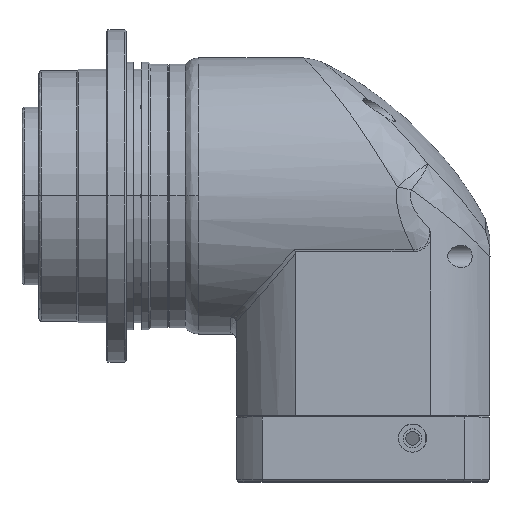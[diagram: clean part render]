
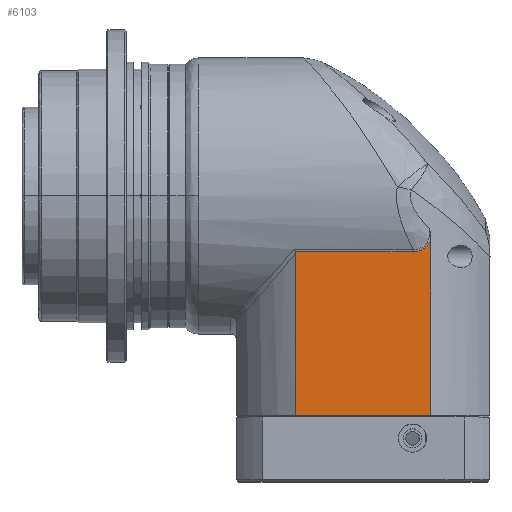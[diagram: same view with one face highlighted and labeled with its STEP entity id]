
A CAD part, top view. The second image highlights one B-rep face of the part: STEP entity #6103.
In plain terms, the highlighted planar face has unit normal (0, 0, 1).
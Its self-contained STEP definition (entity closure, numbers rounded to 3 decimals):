
#141 = CARTESIAN_POINT ( 'NONE',  ( 57.05, -123., 90. ) ) ;
#507 = PLANE ( 'NONE',  #11359 ) ;
#979 = EDGE_CURVE ( 'NONE', #18180, #16171, #7896, .T. ) ;
#1577 = B_SPLINE_CURVE_WITH_KNOTS ( 'NONE', 3,
 ( #6747, #7075, #6993, #6667, #6641, #6591, #6552, #6414, #6386, #6342, #6307, #6258, #6223, #6132, #6083, #5996 ),
 .UNSPECIFIED., .F., .F.,
 ( 4, 2, 2, 2, 2, 2, 2, 4 ),
 ( 0., 0.125, 0.25, 0.375, 0.5, 0.625, 0.75, 1. ),
 .UNSPECIFIED. ) ;
#3865 = VECTOR ( 'NONE', #13890, 1000. ) ;
#5128 = EDGE_CURVE ( 'NONE', #18030, #16171, #10710, .T. ) ;
#5582 = FACE_OUTER_BOUND ( 'NONE', #9253, .T. ) ;
#5996 = CARTESIAN_POINT ( 'NONE',  ( 93.1, -60.25, 90. ) ) ;
#6079 = CARTESIAN_POINT ( 'NONE',  ( 45.1, -65.349, 90. ) ) ;
#6083 = CARTESIAN_POINT ( 'NONE',  ( 93.042, -60.431, 90. ) ) ;
#6103 = ADVANCED_FACE ( 'NONE', ( #5582 ), #507, .T. ) ;
#6104 = CARTESIAN_POINT ( 'NONE',  ( 44.997, -64.799, 90. ) ) ;
#6107 = EDGE_CURVE ( 'NONE', #10897, #21614, #9577, .T. ) ;
#6109 = CARTESIAN_POINT ( 'NONE',  ( 45.077, -64.972, 90. ) ) ;
#6132 = CARTESIAN_POINT ( 'NONE',  ( 92.941, -60.734, 90. ) ) ;
#6134 = CARTESIAN_POINT ( 'NONE',  ( 45.1, -65.16, 90. ) ) ;
#6223 = CARTESIAN_POINT ( 'NONE',  ( 92.664, -61.34, 90. ) ) ;
#6258 = CARTESIAN_POINT ( 'NONE',  ( 92.549, -61.566, 90. ) ) ;
#6307 = CARTESIAN_POINT ( 'NONE',  ( 92.259, -62.056, 90. ) ) ;
#6342 = CARTESIAN_POINT ( 'NONE',  ( 92.083, -62.318, 90. ) ) ;
#6386 = CARTESIAN_POINT ( 'NONE',  ( 91.645, -62.856, 90. ) ) ;
#6414 = CARTESIAN_POINT ( 'NONE',  ( 91.382, -63.13, 90. ) ) ;
#6552 = CARTESIAN_POINT ( 'NONE',  ( 90.746, -63.654, 90. ) ) ;
#6591 = CARTESIAN_POINT ( 'NONE',  ( 90.375, -63.903, 90. ) ) ;
#6641 = CARTESIAN_POINT ( 'NONE',  ( 89.526, -64.324, 90. ) ) ;
#6667 = CARTESIAN_POINT ( 'NONE',  ( 89.048, -64.496, 90. ) ) ;
#6747 = CARTESIAN_POINT ( 'NONE',  ( 86.826, -64.799, 90. ) ) ;
#6993 = CARTESIAN_POINT ( 'NONE',  ( 87.999, -64.734, 90. ) ) ;
#7075 = CARTESIAN_POINT ( 'NONE',  ( 87.427, -64.799, 90. ) ) ;
#7107 = ORIENTED_EDGE ( 'NONE', *, *, #17338, .T. ) ;
#7114 = ORIENTED_EDGE ( 'NONE', *, *, #6107, .F. ) ;
#7597 = EDGE_CURVE ( 'NONE', #10317, #10897, #1577, .T. ) ;
#7896 = B_SPLINE_CURVE_WITH_KNOTS ( 'NONE', 3,
 ( #6104, #6109, #6134, #6079 ),
 .UNSPECIFIED., .F., .F.,
 ( 4, 4 ),
 ( 0., 0.001 ),
 .UNSPECIFIED. ) ;
#8697 = CARTESIAN_POINT ( 'NONE',  ( 86.826, -64.799, 90. ) ) ;
#8854 = CARTESIAN_POINT ( 'NONE',  ( 45.1, -123., 90. ) ) ;
#9253 = EDGE_LOOP ( 'NONE', ( #18466, #21791, #7107, #7114, #19625, #16822 ) ) ;
#9470 = DIRECTION ( 'NONE',  ( -1., 0., 0. ) ) ;
#9577 = LINE ( 'NONE', #13388, #3865 ) ;
#9650 = CARTESIAN_POINT ( 'NONE',  ( 0., -64.799, 90. ) ) ;
#9842 = EDGE_CURVE ( 'NONE', #10317, #18180, #10312, .T. ) ;
#10312 = LINE ( 'NONE', #9650, #19126 ) ;
#10317 = VERTEX_POINT ( 'NONE', #8697 ) ;
#10710 = LINE ( 'NONE', #15127, #21199 ) ;
#10897 = VERTEX_POINT ( 'NONE', #21304 ) ;
#11359 = AXIS2_PLACEMENT_3D ( 'NONE', #19221, #19301, #18934 ) ;
#13356 = DIRECTION ( 'NONE',  ( 1., 0., 0. ) ) ;
#13388 = CARTESIAN_POINT ( 'NONE',  ( 93.1, -119., 90. ) ) ;
#13890 = DIRECTION ( 'NONE',  ( 0., -1., 0. ) ) ;
#14483 = VECTOR ( 'NONE', #13356, 1000. ) ;
#14716 = DIRECTION ( 'NONE',  ( 0., 1., 0. ) ) ;
#15076 = LINE ( 'NONE', #141, #14483 ) ;
#15127 = CARTESIAN_POINT ( 'NONE',  ( 45.1, -90., 90. ) ) ;
#16171 = VERTEX_POINT ( 'NONE', #20732 ) ;
#16822 = ORIENTED_EDGE ( 'NONE', *, *, #9842, .T. ) ;
#17338 = EDGE_CURVE ( 'NONE', #18030, #21614, #15076, .T. ) ;
#18030 = VERTEX_POINT ( 'NONE', #8854 ) ;
#18155 = CARTESIAN_POINT ( 'NONE',  ( 93.1, -123., 90. ) ) ;
#18180 = VERTEX_POINT ( 'NONE', #23765 ) ;
#18466 = ORIENTED_EDGE ( 'NONE', *, *, #979, .T. ) ;
#18934 = DIRECTION ( 'NONE',  ( 1., 0., 0. ) ) ;
#19126 = VECTOR ( 'NONE', #9470, 1000. ) ;
#19221 = CARTESIAN_POINT ( 'NONE',  ( 57.05, -60.5, 90. ) ) ;
#19301 = DIRECTION ( 'NONE',  ( 0., 0., 1. ) ) ;
#19625 = ORIENTED_EDGE ( 'NONE', *, *, #7597, .F. ) ;
#20732 = CARTESIAN_POINT ( 'NONE',  ( 45.1, -65.349, 90. ) ) ;
#21199 = VECTOR ( 'NONE', #14716, 1000. ) ;
#21304 = CARTESIAN_POINT ( 'NONE',  ( 93.1, -60.25, 90. ) ) ;
#21614 = VERTEX_POINT ( 'NONE', #18155 ) ;
#21791 = ORIENTED_EDGE ( 'NONE', *, *, #5128, .F. ) ;
#23765 = CARTESIAN_POINT ( 'NONE',  ( 44.997, -64.799, 90. ) ) ;
